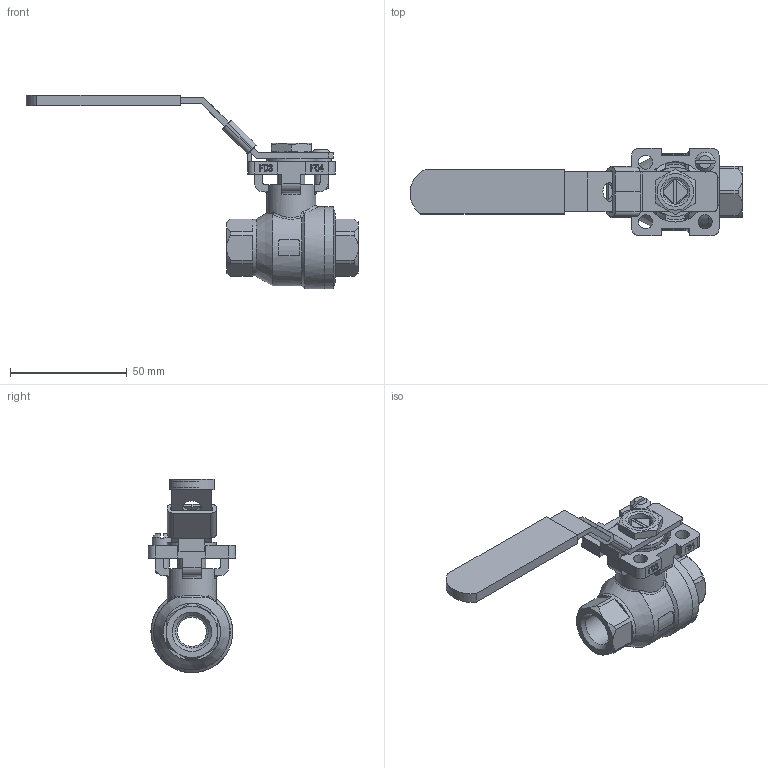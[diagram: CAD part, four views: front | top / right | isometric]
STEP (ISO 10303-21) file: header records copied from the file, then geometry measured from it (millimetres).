
FILE_DESCRIPTION(/* description */ ('Unknown'),/* implementation_level */ '2;1');
FILE_NAME(/* name */ '9652-03',/* time_stamp */ '2022-07-13T13:00:24+02:00',/* author */ ('Unknown'),/* organization */ ('Unknown'),/* preprocessor_version */ 'ST-DEVELOPER v16.7',/* originating_system */ 'Solid Edge',/* authorisation */ 'Unknown');
FILE_SCHEMA (('AUTOMOTIVE_DESIGN {1 0 10303 214 3 1 1}'));
Length unit declared in the file: millimetre
Products named in the file (11): 9652-03; DN10  T; DN10  G; DN10  Z; DN10  FGM; DN10  FS; DN10  PD; DN10  S; DN10  DW; DN10  ST; DN10  KZ
Assembly tree (11 placements, depth 2):
  9652-03
    DN10  T
    DN10  G
    DN10  Z
    DN10  FGM  x2
    DN10  FS
    DN10  PD
    DN10  S
    DN10  DW
    DN10  ST
    DN10  KZ
Bounding box: 141.91 x 37.5 x 82.72 mm (x, y, z)
Volume: 41806.2 mm3; surface area: 34176.2 mm2
Topology: 11 solids, 11 shells, 403 faces, 1058 edges, 693 vertices
Faces by surface type: plane 229, cylinder 78, bspline 45, cone 43, torus 8
Full cylindrical faces by diameter (mm): 6 x5, 8 x1, 8.5 x1, 9.6 x1, 10.5 x2, 12 x1, 12.4 x1, 12.5 x2, 12.6 x2, 12.7 x1, 13.9 x2, 15 x1, 16 x2, 21 x4, 24.5 x1, 25.8 x1, 27 x1, 28.5 x2, 31.7 x1, 35 x2
Entity records: 14525 total; most frequent: CARTESIAN_POINT 5095, ORIENTED_EDGE 1920, DIRECTION 1745, EDGE_CURVE 960, VERTEX_POINT 657, AXIS2_PLACEMENT_3D 596, LINE 553, VECTOR 553
